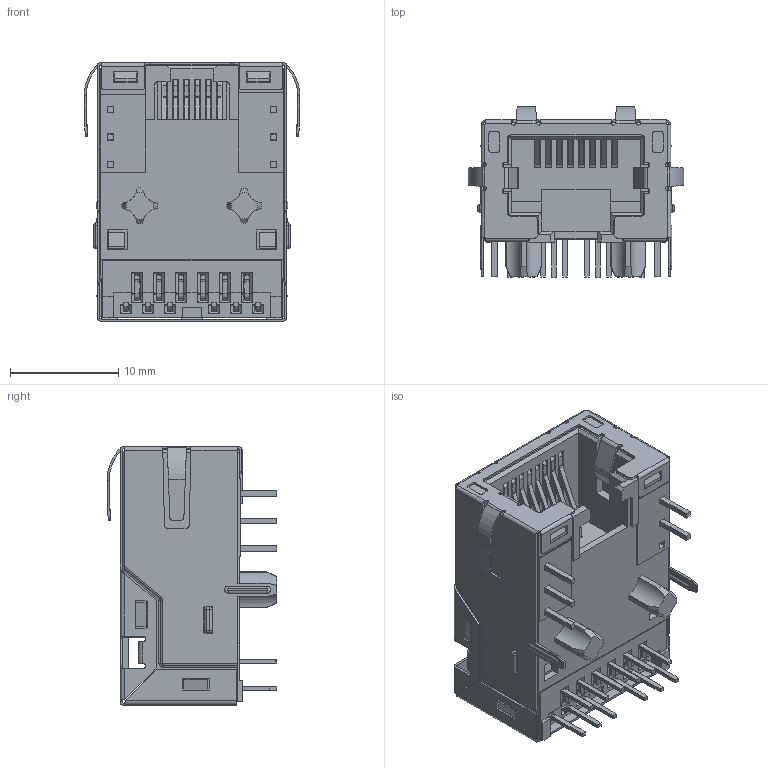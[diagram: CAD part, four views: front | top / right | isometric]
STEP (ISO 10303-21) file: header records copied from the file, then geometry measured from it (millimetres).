
FILE_DESCRIPTION(/* description */ ('Unknown'),/* implementation_level */ '2;1');
FILE_NAME(/* name */ '7499611422',/* time_stamp */ '2019-07-26T08:48:01+02:00',/* author */ ('Unknown'),/* organization */ ('Unknown'),/* preprocessor_version */ 'ST-DEVELOPER v16.7',/* originating_system */ 'DEX',/* authorisation */ $);
FILE_SCHEMA (('AUTOMOTIVE_DESIGN {1 0 10303 214 3 1 1}'));
Products named in the file (2): 7499611422
Assembly tree (1 placements, depth 2):
  7499611422
    7499611422
Bounding box: 19.93 x 15.7 x 23.88 mm (x, y, z)
Volume: 2885.3 mm3; surface area: 6731 mm2
Topology: 1 solids, 1 shells, 2141 faces, 6088 edges, 3972 vertices
Faces by surface type: plane 1576, cylinder 462, bspline 59, torus 24, sphere 12, cone 8
Full cylindrical faces by diameter (mm): 0.6 x2, 0.7 x28, 1 x2
Entity records: 85338 total; most frequent: CARTESIAN_POINT 14650, ORIENTED_EDGE 12048, DIRECTION 10804, EDGE_CURVE 6024, LINE 4800, VECTOR 4800, VERTEX_POINT 3952, AXIS2_PLACEMENT_3D 3002
